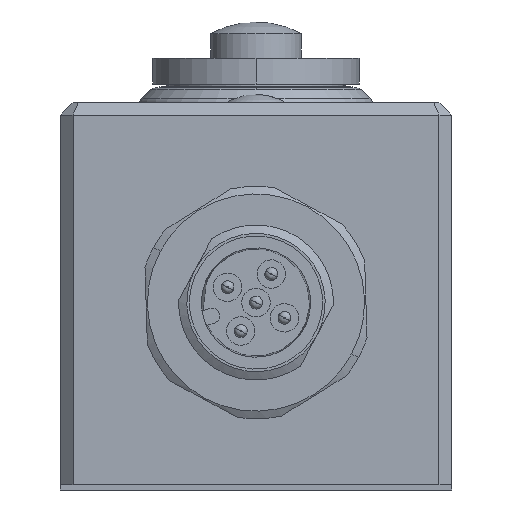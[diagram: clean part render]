
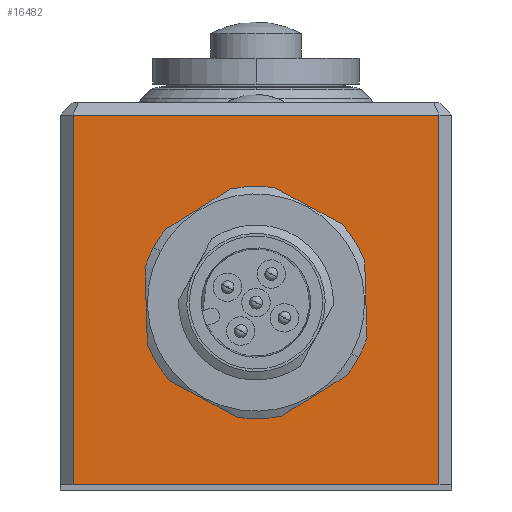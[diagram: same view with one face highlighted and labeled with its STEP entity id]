
A CAD part, front view. The second image highlights one B-rep face of the part: STEP entity #16482.
In plain terms, the highlighted planar face has unit normal (0, -1, 0).
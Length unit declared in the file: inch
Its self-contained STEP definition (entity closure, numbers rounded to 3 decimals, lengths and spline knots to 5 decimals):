
#401 = LINE ( 'NONE', #8635, #13003 ) ;
#1273 = CARTESIAN_POINT ( 'NONE',  ( -0.55709, -2.1063, 1.14173 ) ) ;
#1393 = ORIENTED_EDGE ( 'NONE', *, *, #15019, .F. ) ;
#1453 = CARTESIAN_POINT ( 'NONE',  ( -0.55709, -2.1063, 1.14173 ) ) ;
#1786 = ORIENTED_EDGE ( 'NONE', *, *, #16426, .F. ) ;
#2151 = ORIENTED_EDGE ( 'NONE', *, *, #5552, .T. ) ;
#2200 = DIRECTION ( 'NONE',  ( 0., 0., -1. ) ) ;
#2327 = CARTESIAN_POINT ( 'NONE',  ( -0.55709, -2.1063, 0.01575 ) ) ;
#2502 = AXIS2_PLACEMENT_3D ( 'NONE', #5166, #10335, #4008 ) ;
#2579 = CARTESIAN_POINT ( 'NONE',  ( -0.55709, -2.1063, 0.01575 ) ) ;
#2583 = VERTEX_POINT ( 'NONE', #11810 ) ;
#2772 = VERTEX_POINT ( 'NONE', #6927 ) ;
#2966 = DIRECTION ( 'NONE',  ( 0., 1., 0. ) ) ;
#3366 = VERTEX_POINT ( 'NONE', #6298 ) ;
#4008 = DIRECTION ( 'NONE',  ( 1., 0., 0. ) ) ;
#4262 = EDGE_CURVE ( 'NONE', #3366, #6325, #13800, .T. ) ;
#4269 = VECTOR ( 'NONE', #11266, 39.37008 ) ;
#4419 = PLANE ( 'NONE',  #16078 ) ;
#4877 = ORIENTED_EDGE ( 'NONE', *, *, #4262, .T. ) ;
#5166 = CARTESIAN_POINT ( 'NONE',  ( 0., -2.1063, 0.57087 ) ) ;
#5552 = EDGE_CURVE ( 'NONE', #2772, #15058, #16113, .T. ) ;
#5817 = CIRCLE ( 'NONE', #2502, 0.31496 ) ;
#6050 = LINE ( 'NONE', #2327, #4269 ) ;
#6168 = CARTESIAN_POINT ( 'NONE',  ( 0.55709, -2.1063, 0. ) ) ;
#6298 = CARTESIAN_POINT ( 'NONE',  ( 0.31496, -2.1063, 0.57087 ) ) ;
#6325 = VERTEX_POINT ( 'NONE', #12686 ) ;
#6901 = VERTEX_POINT ( 'NONE', #1273 ) ;
#6927 = CARTESIAN_POINT ( 'NONE',  ( -0.55709, -2.1063, 0.01575 ) ) ;
#7304 = ORIENTED_EDGE ( 'NONE', *, *, #7470, .T. ) ;
#7470 = EDGE_CURVE ( 'NONE', #15058, #2583, #401, .T. ) ;
#8635 = CARTESIAN_POINT ( 'NONE',  ( 0.55709, -2.1063, 0.01575 ) ) ;
#9168 = VECTOR ( 'NONE', #14193, 39.37008 ) ;
#9317 = EDGE_CURVE ( 'NONE', #6325, #3366, #5817, .T. ) ;
#9385 = CARTESIAN_POINT ( 'NONE',  ( 0., -2.1063, 0.57087 ) ) ;
#9511 = AXIS2_PLACEMENT_3D ( 'NONE', #9385, #2966, #13098 ) ;
#9821 = DIRECTION ( 'NONE',  ( 0., -1., 0. ) ) ;
#10335 = DIRECTION ( 'NONE',  ( 0., 1., 0. ) ) ;
#11056 = FACE_BOUND ( 'NONE', #15302, .T. ) ;
#11266 = DIRECTION ( 'NONE',  ( 0., 0., 1. ) ) ;
#11810 = CARTESIAN_POINT ( 'NONE',  ( 0.55709, -2.1063, 1.14173 ) ) ;
#12538 = LINE ( 'NONE', #1453, #9168 ) ;
#12551 = ORIENTED_EDGE ( 'NONE', *, *, #9317, .T. ) ;
#12686 = CARTESIAN_POINT ( 'NONE',  ( -0.31496, -2.1063, 0.57087 ) ) ;
#12764 = VECTOR ( 'NONE', #16562, 39.37008 ) ;
#13003 = VECTOR ( 'NONE', #14952, 39.37008 ) ;
#13098 = DIRECTION ( 'NONE',  ( 1., 0., 0. ) ) ;
#13800 = CIRCLE ( 'NONE', #9511, 0.31496 ) ;
#14193 = DIRECTION ( 'NONE',  ( 1., 0., 0. ) ) ;
#14454 = FACE_OUTER_BOUND ( 'NONE', #15106, .T. ) ;
#14952 = DIRECTION ( 'NONE',  ( 0., 0., 1. ) ) ;
#15019 = EDGE_CURVE ( 'NONE', #6901, #2583, #12538, .T. ) ;
#15058 = VERTEX_POINT ( 'NONE', #15566 ) ;
#15106 = EDGE_LOOP ( 'NONE', ( #2151, #7304, #1393, #1786 ) ) ;
#15302 = EDGE_LOOP ( 'NONE', ( #4877, #12551 ) ) ;
#15566 = CARTESIAN_POINT ( 'NONE',  ( 0.55709, -2.1063, 0.01575 ) ) ;
#16078 = AXIS2_PLACEMENT_3D ( 'NONE', #6168, #9821, #2200 ) ;
#16113 = LINE ( 'NONE', #2579, #12764 ) ;
#16426 = EDGE_CURVE ( 'NONE', #2772, #6901, #6050, .T. ) ;
#16482 = ADVANCED_FACE ( 'NONE', ( #11056, #14454 ), #4419, .T. ) ;
#16562 = DIRECTION ( 'NONE',  ( 1., 0., 0. ) ) ;
